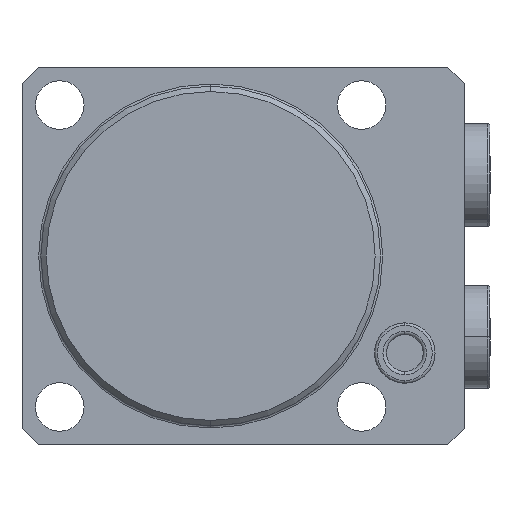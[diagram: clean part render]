
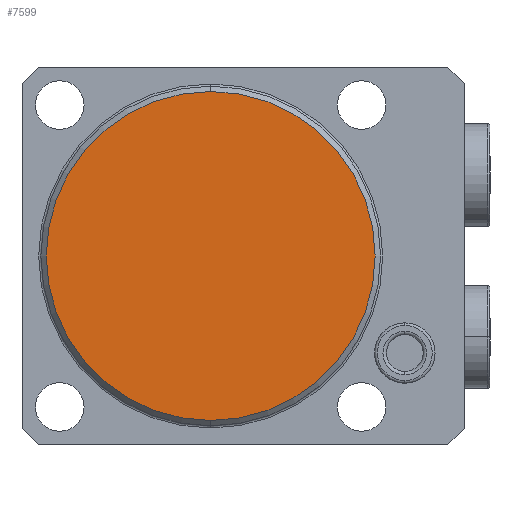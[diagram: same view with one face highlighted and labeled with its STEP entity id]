
A CAD part, front view. The second image highlights one B-rep face of the part: STEP entity #7599.
In plain terms, the highlighted planar face has unit normal (0, -1, 0).
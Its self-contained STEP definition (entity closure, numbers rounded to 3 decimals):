
#685 = VERTEX_POINT ( 'NONE', #1507 ) ;
#1190 = DIRECTION ( 'NONE',  ( 0., 0., 1. ) ) ;
#1192 = DIRECTION ( 'NONE',  ( 0., -1., 0. ) ) ;
#1193 = CARTESIAN_POINT ( 'NONE',  ( 0., -54., 0. ) ) ;
#1309 = FACE_OUTER_BOUND ( 'NONE', #4311, .T. ) ;
#1507 = CARTESIAN_POINT ( 'NONE',  ( 0., -54., 30.5 ) ) ;
#1962 = CIRCLE ( 'NONE', #5143, 30.5 ) ;
#2844 = DIRECTION ( 'NONE',  ( 0., 0., 1. ) ) ;
#2845 = DIRECTION ( 'NONE',  ( 0., -1., 0. ) ) ;
#2846 = CARTESIAN_POINT ( 'NONE',  ( 0., -54., 0. ) ) ;
#3122 = DIRECTION ( 'NONE',  ( 0., 0., 1. ) ) ;
#3123 = DIRECTION ( 'NONE',  ( 0., 1., 0. ) ) ;
#3128 = PLANE ( 'NONE',  #5246 ) ;
#3138 = CARTESIAN_POINT ( 'NONE',  ( 0., -54., 0. ) ) ;
#3895 = CIRCLE ( 'NONE', #5215, 30.5 ) ;
#4311 = EDGE_LOOP ( 'NONE', ( #5588, #5589 ) ) ;
#4581 = VERTEX_POINT ( 'NONE', #8112 ) ;
#5143 = AXIS2_PLACEMENT_3D ( 'NONE', #1193, #1192, #1190 ) ;
#5215 = AXIS2_PLACEMENT_3D ( 'NONE', #2846, #2845, #2844 ) ;
#5246 = AXIS2_PLACEMENT_3D ( 'NONE', #3138, #3123, #3122 ) ;
#5588 = ORIENTED_EDGE ( 'NONE', *, *, #7647, .T. ) ;
#5589 = ORIENTED_EDGE ( 'NONE', *, *, #7732, .T. ) ;
#7599 = ADVANCED_FACE ( 'NONE', ( #1309 ), #3128, .F. ) ;
#7647 = EDGE_CURVE ( 'NONE', #685, #4581, #3895, .T. ) ;
#7732 = EDGE_CURVE ( 'NONE', #4581, #685, #1962, .T. ) ;
#8112 = CARTESIAN_POINT ( 'NONE',  ( 0., -54., -30.5 ) ) ;
